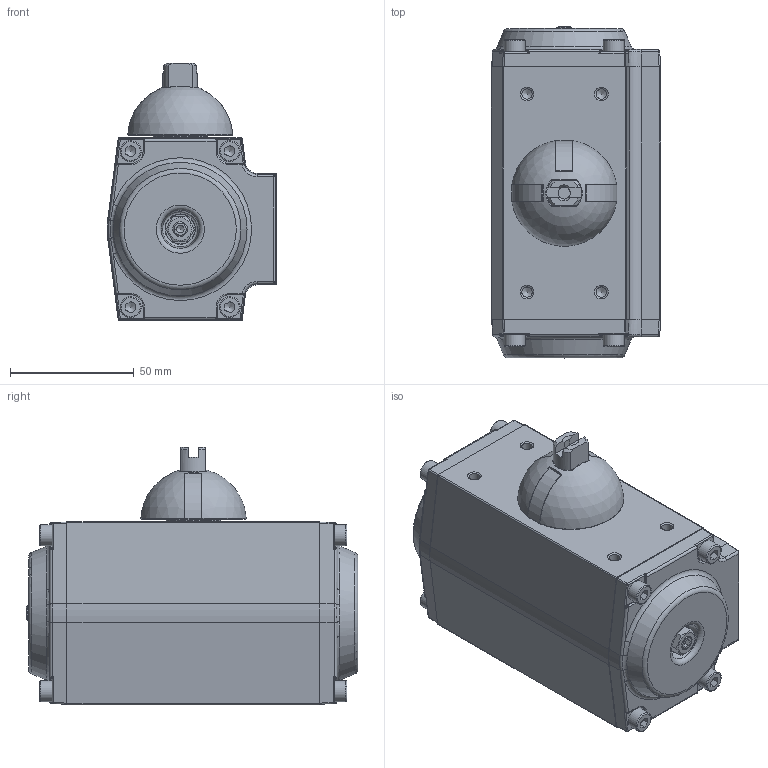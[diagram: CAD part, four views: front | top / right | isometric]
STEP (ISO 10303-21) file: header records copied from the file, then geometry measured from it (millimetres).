
FILE_DESCRIPTION(/* description */ ('Unknown'),/* implementation_level */ '2;1');
FILE_NAME(/* name */ 'GTA-52x90',/* time_stamp */ '2018-10-01T11:18:52+02:00',/* author */ ('Unknown'),/* organization */ ('Unknown'),/* preprocessor_version */ 'ST-DEVELOPER v16.7',/* originating_system */ 'DEX',/* authorisation */ $);
FILE_SCHEMA (('TECHNICAL_DATA_PACKAGING','AUTOMOTIVE_DESIGN {1 0 10303 214 3 1 1}'));
Length unit declared in the file: millimetre
Products named in the file (1): GTA-52x90
Bounding box: 68.47 x 134.02 x 104 mm (x, y, z)
Surface area: 62056 mm2 (no closed solid volume)
Topology: 0 solids, 28 shells, 543 faces, 1611 edges, 1042 vertices
Faces by surface type: plane 221, cylinder 155, cone 79, torus 44, bspline 34, sphere 10
Full cylindrical faces by diameter (mm): 3.1 x1, 4 x1, 4.2 x12, 4.917 x1, 5 x4, 6 x1, 8.5 x8, 8.7 x2, 14 x1, 18.8 x1, 22 x1, 25.3 x1
Entity records: 19143 total; most frequent: CARTESIAN_POINT 5209, DIRECTION 2864, ORIENTED_EDGE 2465, EDGE_CURVE 1412, AXIS2_PLACEMENT_3D 1105, VERTEX_POINT 1003, FACE_BOUND 719, EDGE_LOOP 692
